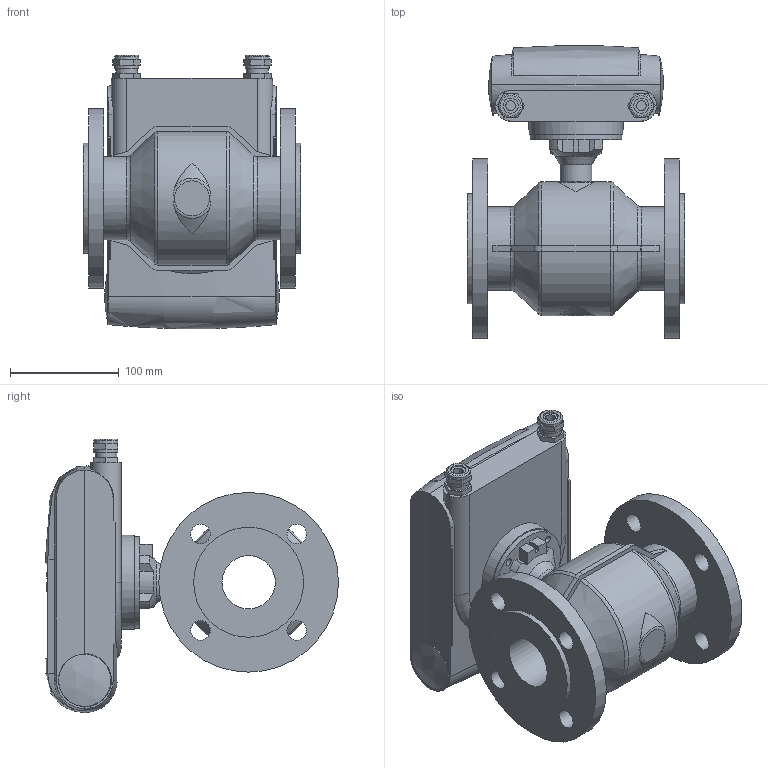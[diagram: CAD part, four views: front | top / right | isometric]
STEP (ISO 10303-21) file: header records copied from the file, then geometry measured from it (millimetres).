
FILE_DESCRIPTION (( 'STEP AP203' ), '1' );
FILE_NAME ('KROHNE_OPTIFLUX_2-4100C_180-WATERFLUX_3100C_180_DIN2633_DN50_PN16.STEP', '2011-05-04T07:22:03', ( '' ), ( '' ), 'SwSTEP 2.0', 'SolidWorks 2010', '' );
FILE_SCHEMA (( 'CONFIG_CONTROL_DESIGN' ));
Length unit declared in the file: millimetre
Products named in the file (1): KROHNE_OPTIFLUX_2-4100C_180-WATERFLUX_3100C_180_DIN2633_DN50_PN16
Bounding box: 200 x 269 x 251.06 mm (x, y, z)
Surface area: 437558.9 mm2 (no closed solid volume)
Topology: 0 solids, 15 shells, 484 faces, 1261 edges, 839 vertices
Faces by surface type: plane 315, cylinder 96, bspline 32, torus 24, cone 15, sphere 2
Full cylindrical faces by diameter (mm): 6.6 x8, 9 x2, 14 x2, 18 x8, 20 x2, 22 x4, 29 x1, 49 x1, 76.6 x2, 84 x2, 101 x2, 165 x2
Entity records: 17007 total; most frequent: CARTESIAN_POINT 5404, ORIENTED_EDGE 2358, DIRECTION 2233, EDGE_CURVE 1192, VERTEX_POINT 819, LINE 781, VECTOR 781, AXIS2_PLACEMENT_3D 726
